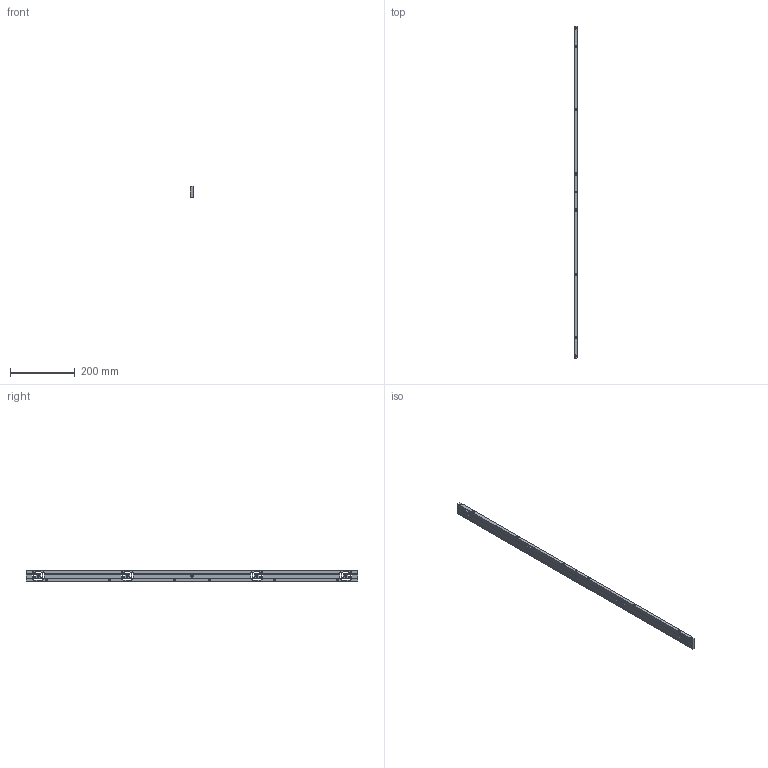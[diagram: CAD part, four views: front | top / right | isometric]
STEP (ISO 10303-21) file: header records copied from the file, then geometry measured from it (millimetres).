
FILE_DESCRIPTION(/* description */ (''),/* implementation_level */ '2;1');
FILE_NAME(/* name */ 'FN101A092_C____MOUNTING SPAR W CLAMPS.stp',/* time_stamp */ '2020-12-03T10:57:16+00:00',/* author */ (''),/* organization */ (''),/* preprocessor_version */ 'ST-DEVELOPER v16.7',/* originating_system */ 'SIEMENS PLM Software NX 12.0',/* authorisation */ '');
FILE_SCHEMA (('AUTOMOTIVE_DESIGN { 1 0 10303 214 3 1 1 1 }'));
Length unit declared in the file: millimetre
Products named in the file (1): 1117460-A
Bounding box: 11.85 x 1025 x 36.1 mm (x, y, z)
Volume: 309453.2 mm3; surface area: 116688.8 mm2
Topology: 13 solids, 13 shells, 1012 faces, 2845 edges, 1872 vertices
Faces by surface type: plane 549, cylinder 370, cone 69, torus 24
Full cylindrical faces by diameter (mm): 2.05 x6, 2.9 x6, 3 x6, 3.1 x6, 3.4 x12, 3.86 x6, 4.3 x15, 4.6 x12, 6.6 x5, 7 x6, 7.6 x6, 12.9 x5
Entity records: 33955 total; most frequent: CARTESIAN_POINT 8481, DIRECTION 5231, ORIENTED_EDGE 5182, EDGE_CURVE 2591, AXIS2_PLACEMENT_3D 1927, VERTEX_POINT 1817, LINE 1377, VECTOR 1377
